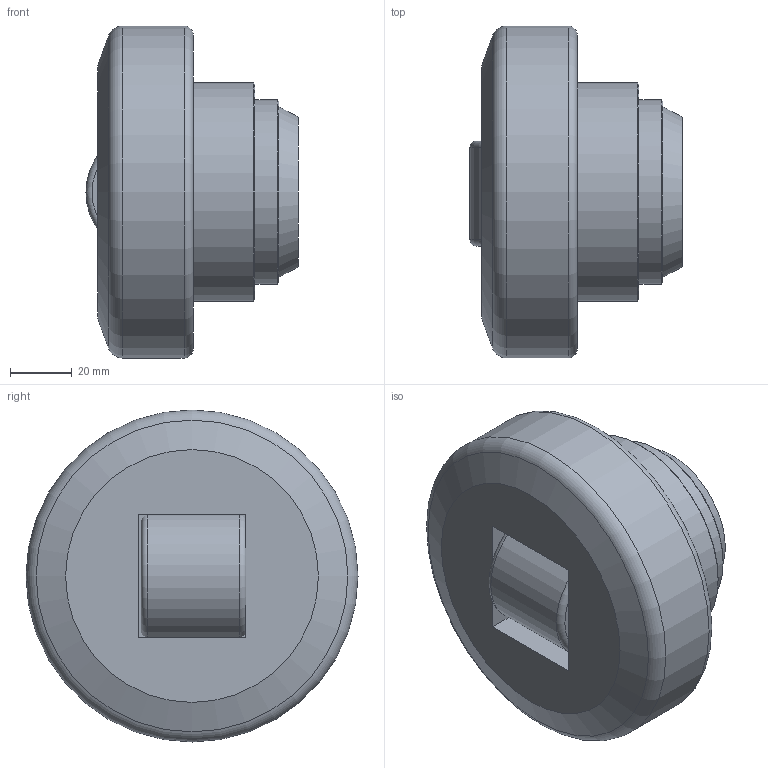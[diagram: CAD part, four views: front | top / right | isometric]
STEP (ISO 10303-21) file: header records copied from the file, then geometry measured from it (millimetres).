
FILE_DESCRIPTION(/* description */ (''),/* implementation_level */ '2;1');
FILE_NAME(/* name */ '4061-200818.step',/* time_stamp */ '2018-08-20T16:35:37+01:00',/* author */ (''),/* organization */ (''),/* preprocessor_version */ 'ST-DEVELOPER v17',/* originating_system */ 'Autodesk Translation Framework v7.1.0.215',/* authorisation */ '');
FILE_SCHEMA (('AUTOMOTIVE_DESIGN { 1 0 10303 214 3 1 1 }'));
Length unit declared in the file: millimetre
Products named in the file (3): 4061 2d export; Component1; Component2
Assembly tree (2 placements, depth 2):
  4061 2d export
    Component1
    Component2
Bounding box: 68.81 x 107.7 x 107.7 mm (x, y, z)
Volume: 418892 mm3; surface area: 41562.7 mm2
Topology: 2 solids, 2 shells, 24 faces, 61 edges, 45 vertices
Faces by surface type: plane 12, torus 4, cylinder 4, cone 4
Full cylindrical faces by diameter (mm): 42 x1, 60 x1, 71 x1, 107.7 x1
Entity records: 855 total; most frequent: DIRECTION 160, CARTESIAN_POINT 135, ORIENTED_EDGE 122, AXIS2_PLACEMENT_3D 70, EDGE_CURVE 61, VERTEX_POINT 45, CIRCLE 41, EDGE_LOOP 28
